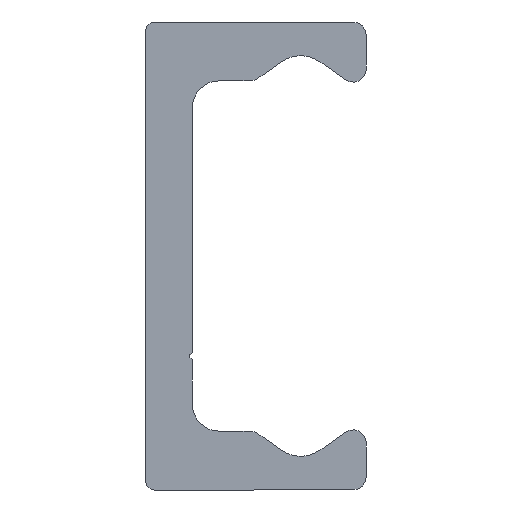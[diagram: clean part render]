
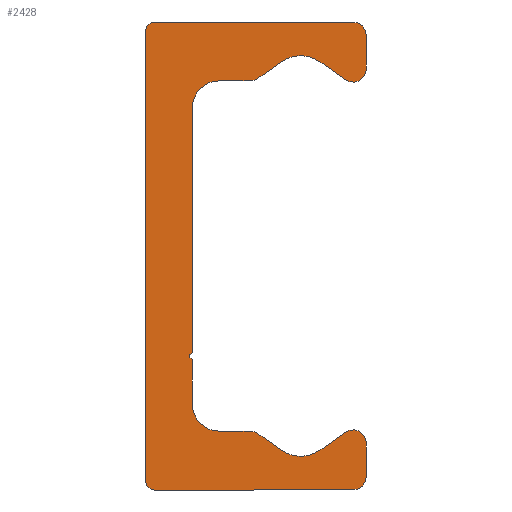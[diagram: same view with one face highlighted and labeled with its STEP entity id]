
A CAD part, left-side view. The second image highlights one B-rep face of the part: STEP entity #2428.
In plain terms, the highlighted planar face has unit normal (-1, 0, 0).
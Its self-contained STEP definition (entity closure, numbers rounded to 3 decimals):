
#1430=CARTESIAN_POINT('',(0.0,4.75,-7.25));
#1431=VERTEX_POINT('',#1430);
#1438=CARTESIAN_POINT('',(0.0,4.75,-7.75));
#1439=VERTEX_POINT('',#1438);
#1440=CARTESIAN_POINT('',(0.0,4.75,-7.5));
#1441=DIRECTION('',(-1.0,0.0,0.0));
#1442=DIRECTION('',(0.0,0.0,1.0));
#1443=AXIS2_PLACEMENT_3D('',#1440,#1441,#1442);
#1444=CIRCLE('',#1443,0.25);
#1445=EDGE_CURVE('',#1431,#1439,#1444,.T.);
#1555=CARTESIAN_POINT('',(0.0,4.75,11.1));
#1556=VERTEX_POINT('',#1555);
#1563=CARTESIAN_POINT('',(0.0,4.75,11.1));
#1564=DIRECTION('',(0.0,0.0,-1.0));
#1565=VECTOR('',#1564,18.35);
#1566=LINE('',#1563,#1565);
#1567=EDGE_CURVE('',#1556,#1431,#1566,.T.);
#1613=CARTESIAN_POINT('',(0.0,7.6,-17.5));
#1614=VERTEX_POINT('',#1613);
#1621=CARTESIAN_POINT('',(0.0,8.25,-16.85));
#1622=VERTEX_POINT('',#1621);
#1623=CARTESIAN_POINT('',(0.0,7.6,-16.85));
#1624=DIRECTION('',(1.0,0.0,0.0));
#1625=DIRECTION('',(0.0,0.0,-1.0));
#1626=AXIS2_PLACEMENT_3D('',#1623,#1624,#1625);
#1627=CIRCLE('',#1626,0.65);
#1628=EDGE_CURVE('',#1614,#1622,#1627,.T.);
#1652=CARTESIAN_POINT('',(0.0,-7.25,-17.5));
#1653=VERTEX_POINT('',#1652);
#1660=CARTESIAN_POINT('',(0.0,-7.25,-17.5));
#1661=DIRECTION('',(0.0,1.0,0.0));
#1662=VECTOR('',#1661,14.85);
#1663=LINE('',#1660,#1662);
#1664=EDGE_CURVE('',#1653,#1614,#1663,.T.);
#1684=CARTESIAN_POINT('',(0.0,-8.25,-16.5));
#1685=VERTEX_POINT('',#1684);
#1692=CARTESIAN_POINT('',(0.0,-7.25,-16.5));
#1693=DIRECTION('',(1.0,0.0,0.0));
#1694=DIRECTION('',(0.0,-1.0,0.0));
#1695=AXIS2_PLACEMENT_3D('',#1692,#1693,#1694);
#1696=CIRCLE('',#1695,1.0);
#1697=EDGE_CURVE('',#1685,#1653,#1696,.T.);
#1716=CARTESIAN_POINT('',(0.0,-8.25,-13.98));
#1717=VERTEX_POINT('',#1716);
#1724=CARTESIAN_POINT('',(0.0,-8.25,-13.98));
#1725=DIRECTION('',(0.0,0.0,-1.0));
#1726=VECTOR('',#1725,2.52);
#1727=LINE('',#1724,#1726);
#1728=EDGE_CURVE('',#1717,#1685,#1727,.T.);
#1748=CARTESIAN_POINT('',(0.0,-6.708,-13.177));
#1749=VERTEX_POINT('',#1748);
#1756=CARTESIAN_POINT('',(0.0,-7.27,-13.98));
#1757=DIRECTION('',(1.0,0.0,0.0));
#1758=DIRECTION('',(0.0,0.574,0.819));
#1759=AXIS2_PLACEMENT_3D('',#1756,#1757,#1758);
#1760=CIRCLE('',#1759,0.98);
#1761=EDGE_CURVE('',#1749,#1717,#1760,.T.);
#1780=CARTESIAN_POINT('',(0.0,-4.784,-14.524));
#1781=VERTEX_POINT('',#1780);
#1788=CARTESIAN_POINT('',(0.0,-4.784,-14.524));
#1789=DIRECTION('',(0.0,-0.819,0.574));
#1790=VECTOR('',#1789,2.349);
#1791=LINE('',#1788,#1790);
#1792=EDGE_CURVE('',#1781,#1749,#1791,.T.);
#1812=CARTESIAN_POINT('',(0.0,-1.916,-14.524));
#1813=VERTEX_POINT('',#1812);
#1820=CARTESIAN_POINT('',(0.0,-3.35,-12.477));
#1821=DIRECTION('',(-1.0,0.0,0.0));
#1822=DIRECTION('',(0.0,0.574,0.819));
#1823=AXIS2_PLACEMENT_3D('',#1820,#1821,#1822);
#1824=CIRCLE('',#1823,2.5);
#1825=EDGE_CURVE('',#1813,#1781,#1824,.T.);
#1844=CARTESIAN_POINT('',(0.0,-0.14,-13.281));
#1845=VERTEX_POINT('',#1844);
#1852=CARTESIAN_POINT('',(0.0,-0.14,-13.281));
#1853=DIRECTION('',(0.0,-0.819,-0.574));
#1854=VECTOR('',#1853,2.168);
#1855=LINE('',#1852,#1854);
#1856=EDGE_CURVE('',#1845,#1813,#1855,.T.);
#1876=CARTESIAN_POINT('',(0.0,0.433,-13.1));
#1877=VERTEX_POINT('',#1876);
#1884=CARTESIAN_POINT('',(0.0,0.433,-14.1));
#1885=DIRECTION('',(1.0,0.0,0.0));
#1886=DIRECTION('',(0.0,0.0,1.0));
#1887=AXIS2_PLACEMENT_3D('',#1884,#1885,#1886);
#1888=CIRCLE('',#1887,1.);
#1889=EDGE_CURVE('',#1877,#1845,#1888,.T.);
#1908=CARTESIAN_POINT('',(0.0,2.75,-13.1));
#1909=VERTEX_POINT('',#1908);
#1916=CARTESIAN_POINT('',(0.0,2.75,-13.1));
#1917=DIRECTION('',(0.0,-1.0,0.0));
#1918=VECTOR('',#1917,2.317);
#1919=LINE('',#1916,#1918);
#1920=EDGE_CURVE('',#1909,#1877,#1919,.T.);
#1940=CARTESIAN_POINT('',(0.0,4.75,-11.1));
#1941=VERTEX_POINT('',#1940);
#1948=CARTESIAN_POINT('',(0.0,2.75,-11.1));
#1949=DIRECTION('',(-1.0,0.0,0.0));
#1950=DIRECTION('',(0.0,0.0,1.0));
#1951=AXIS2_PLACEMENT_3D('',#1948,#1949,#1950);
#1952=CIRCLE('',#1951,2.0);
#1953=EDGE_CURVE('',#1941,#1909,#1952,.T.);
#1971=CARTESIAN_POINT('',(0.0,4.75,-7.75));
#1972=DIRECTION('',(0.0,0.0,-1.0));
#1973=VECTOR('',#1972,3.35);
#1974=LINE('',#1971,#1973);
#1975=EDGE_CURVE('',#1439,#1941,#1974,.T.);
#1995=CARTESIAN_POINT('',(0.0,2.75,13.1));
#1996=VERTEX_POINT('',#1995);
#2003=CARTESIAN_POINT('',(0.0,2.75,11.1));
#2004=DIRECTION('',(-1.0,0.0,0.0));
#2005=DIRECTION('',(0.0,-1.0,0.0));
#2006=AXIS2_PLACEMENT_3D('',#2003,#2004,#2005);
#2007=CIRCLE('',#2006,2.0);
#2008=EDGE_CURVE('',#1996,#1556,#2007,.T.);
#2027=CARTESIAN_POINT('',(0.0,0.433,13.1));
#2028=VERTEX_POINT('',#2027);
#2035=CARTESIAN_POINT('',(0.0,0.433,13.1));
#2036=DIRECTION('',(0.0,1.0,0.0));
#2037=VECTOR('',#2036,2.317);
#2038=LINE('',#2035,#2037);
#2039=EDGE_CURVE('',#2028,#1996,#2038,.T.);
#2059=CARTESIAN_POINT('',(0.0,-0.14,13.281));
#2060=VERTEX_POINT('',#2059);
#2067=CARTESIAN_POINT('',(0.0,0.433,14.1));
#2068=DIRECTION('',(1.0,0.0,0.0));
#2069=DIRECTION('',(0.0,-0.574,-0.819));
#2070=AXIS2_PLACEMENT_3D('',#2067,#2068,#2069);
#2071=CIRCLE('',#2070,1.);
#2072=EDGE_CURVE('',#2060,#2028,#2071,.T.);
#2091=CARTESIAN_POINT('',(0.0,-1.916,14.524));
#2092=VERTEX_POINT('',#2091);
#2099=CARTESIAN_POINT('',(0.0,-1.916,14.524));
#2100=DIRECTION('',(0.0,0.819,-0.574));
#2101=VECTOR('',#2100,2.168);
#2102=LINE('',#2099,#2101);
#2103=EDGE_CURVE('',#2092,#2060,#2102,.T.);
#2123=CARTESIAN_POINT('',(0.0,-4.784,14.524));
#2124=VERTEX_POINT('',#2123);
#2131=CARTESIAN_POINT('',(0.0,-3.35,12.477));
#2132=DIRECTION('',(-1.0,0.0,0.0));
#2133=DIRECTION('',(0.0,-0.574,-0.819));
#2134=AXIS2_PLACEMENT_3D('',#2131,#2132,#2133);
#2135=CIRCLE('',#2134,2.5);
#2136=EDGE_CURVE('',#2124,#2092,#2135,.T.);
#2155=CARTESIAN_POINT('',(0.0,-6.708,13.177));
#2156=VERTEX_POINT('',#2155);
#2163=CARTESIAN_POINT('',(0.0,-6.708,13.177));
#2164=DIRECTION('',(0.0,0.819,0.574));
#2165=VECTOR('',#2164,2.349);
#2166=LINE('',#2163,#2165);
#2167=EDGE_CURVE('',#2156,#2124,#2166,.T.);
#2187=CARTESIAN_POINT('',(0.0,-8.25,13.98));
#2188=VERTEX_POINT('',#2187);
#2195=CARTESIAN_POINT('',(0.0,-7.27,13.98));
#2196=DIRECTION('',(1.0,0.0,0.0));
#2197=DIRECTION('',(0.0,-1.0,0.0));
#2198=AXIS2_PLACEMENT_3D('',#2195,#2196,#2197);
#2199=CIRCLE('',#2198,0.98);
#2200=EDGE_CURVE('',#2188,#2156,#2199,.T.);
#2219=CARTESIAN_POINT('',(0.0,-8.25,16.5));
#2220=VERTEX_POINT('',#2219);
#2227=CARTESIAN_POINT('',(0.0,-8.25,16.5));
#2228=DIRECTION('',(0.0,0.0,-1.0));
#2229=VECTOR('',#2228,2.52);
#2230=LINE('',#2227,#2229);
#2231=EDGE_CURVE('',#2220,#2188,#2230,.T.);
#2251=CARTESIAN_POINT('',(0.0,-7.25,17.5));
#2252=VERTEX_POINT('',#2251);
#2259=CARTESIAN_POINT('',(0.0,-7.25,16.5));
#2260=DIRECTION('',(1.0,0.0,0.0));
#2261=DIRECTION('',(0.0,0.0,1.0));
#2262=AXIS2_PLACEMENT_3D('',#2259,#2260,#2261);
#2263=CIRCLE('',#2262,1.0);
#2264=EDGE_CURVE('',#2252,#2220,#2263,.T.);
#2283=CARTESIAN_POINT('',(0.0,7.6,17.5));
#2284=VERTEX_POINT('',#2283);
#2291=CARTESIAN_POINT('',(0.0,7.6,17.5));
#2292=DIRECTION('',(0.0,-1.0,0.0));
#2293=VECTOR('',#2292,14.85);
#2294=LINE('',#2291,#2293);
#2295=EDGE_CURVE('',#2284,#2252,#2294,.T.);
#2315=CARTESIAN_POINT('',(0.0,8.25,16.85));
#2316=VERTEX_POINT('',#2315);
#2323=CARTESIAN_POINT('',(0.0,7.6,16.85));
#2324=DIRECTION('',(1.0,0.0,0.0));
#2325=DIRECTION('',(0.0,1.0,0.0));
#2326=AXIS2_PLACEMENT_3D('',#2323,#2324,#2325);
#2327=CIRCLE('',#2326,0.65);
#2328=EDGE_CURVE('',#2316,#2284,#2327,.T.);
#2346=CARTESIAN_POINT('',(0.0,8.25,-16.85));
#2347=DIRECTION('',(0.0,0.0,1.0));
#2348=VECTOR('',#2347,33.7);
#2349=LINE('',#2346,#2348);
#2350=EDGE_CURVE('',#1622,#2316,#2349,.T.);
#2395=CARTESIAN_POINT('',(0.0,2.258,-0.017));
#2396=DIRECTION('',(1.0,0.0,0.0));
#2397=DIRECTION('',(0.0,0.0,-1.0));
#2398=AXIS2_PLACEMENT_3D('',#2395,#2396,#2397);
#2399=PLANE('',#2398);
#2400=ORIENTED_EDGE('',*,*,#2350,.F.);
#2401=ORIENTED_EDGE('',*,*,#1628,.F.);
#2402=ORIENTED_EDGE('',*,*,#1664,.F.);
#2403=ORIENTED_EDGE('',*,*,#1697,.F.);
#2404=ORIENTED_EDGE('',*,*,#1728,.F.);
#2405=ORIENTED_EDGE('',*,*,#1761,.F.);
#2406=ORIENTED_EDGE('',*,*,#1792,.F.);
#2407=ORIENTED_EDGE('',*,*,#1825,.F.);
#2408=ORIENTED_EDGE('',*,*,#1856,.F.);
#2409=ORIENTED_EDGE('',*,*,#1889,.F.);
#2410=ORIENTED_EDGE('',*,*,#1920,.F.);
#2411=ORIENTED_EDGE('',*,*,#1953,.F.);
#2412=ORIENTED_EDGE('',*,*,#1975,.F.);
#2413=ORIENTED_EDGE('',*,*,#1445,.F.);
#2414=ORIENTED_EDGE('',*,*,#1567,.F.);
#2415=ORIENTED_EDGE('',*,*,#2008,.F.);
#2416=ORIENTED_EDGE('',*,*,#2039,.F.);
#2417=ORIENTED_EDGE('',*,*,#2072,.F.);
#2418=ORIENTED_EDGE('',*,*,#2103,.F.);
#2419=ORIENTED_EDGE('',*,*,#2136,.F.);
#2420=ORIENTED_EDGE('',*,*,#2167,.F.);
#2421=ORIENTED_EDGE('',*,*,#2200,.F.);
#2422=ORIENTED_EDGE('',*,*,#2231,.F.);
#2423=ORIENTED_EDGE('',*,*,#2264,.F.);
#2424=ORIENTED_EDGE('',*,*,#2295,.F.);
#2425=ORIENTED_EDGE('',*,*,#2328,.F.);
#2426=EDGE_LOOP('',(#2400,#2401,#2402,#2403,#2404,#2405,#2406,#2407,#2408,#2409,#2410,#2411,#2412,#2413,#2414,#2415,#2416,#2417,#2418,#2419,#2420,#2421,#2422,#2423,#2424,#2425));
#2427=FACE_OUTER_BOUND('',#2426,.T.);
#2428=ADVANCED_FACE('',(#2427),#2399,.F.);
